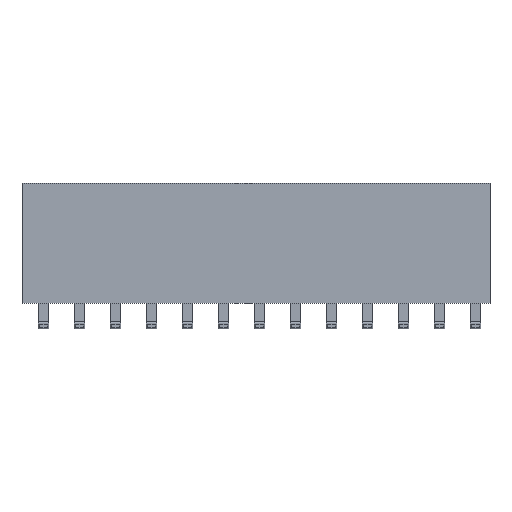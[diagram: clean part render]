
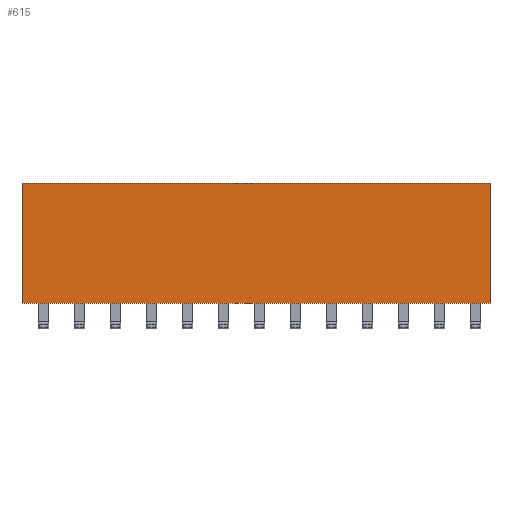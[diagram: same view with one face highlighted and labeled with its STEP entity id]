
A CAD part, front view. The second image highlights one B-rep face of the part: STEP entity #615.
In plain terms, the highlighted planar face has unit normal (0, -1, 0).
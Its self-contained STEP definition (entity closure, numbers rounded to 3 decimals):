
#615 = ADVANCED_FACE( '', ( #1216 ), #1217, .T. );
#1216 = FACE_OUTER_BOUND( '', #1848, .T. );
#1217 = PLANE( '', #1849 );
#1848 = EDGE_LOOP( '', ( #3219, #3220, #3221, #3222 ) );
#1849 = AXIS2_PLACEMENT_3D( '', #3223, #3224, #3225 );
#3219 = ORIENTED_EDGE( '', *, *, #4449, .T. );
#3220 = ORIENTED_EDGE( '', *, *, #4503, .T. );
#3221 = ORIENTED_EDGE( '', *, *, #4504, .T. );
#3222 = ORIENTED_EDGE( '', *, *, #3992, .T. );
#3223 = CARTESIAN_POINT( '', ( 0., -1.25, 0. ) );
#3224 = DIRECTION( '', ( 0., -1., 0. ) );
#3225 = DIRECTION( '', ( 0., 0., -1. ) );
#3992 = EDGE_CURVE( '', #4761, #4759, #4762, .T. );
#4449 = EDGE_CURVE( '', #4759, #5469, #5471, .T. );
#4503 = EDGE_CURVE( '', #5469, #5539, #5540, .T. );
#4504 = EDGE_CURVE( '', #5539, #4761, #5541, .T. );
#4759 = VERTEX_POINT( '', #5857 );
#4761 = VERTEX_POINT( '', #5860 );
#4762 = LINE( '', #5861, #5862 );
#5469 = VERTEX_POINT( '', #6940 );
#5471 = LINE( '', #6943, #6944 );
#5539 = VERTEX_POINT( '', #7046 );
#5540 = LINE( '', #7047, #7048 );
#5541 = LINE( '', #7049, #7050 );
#5857 = CARTESIAN_POINT( '', ( 16.51, -1.25, 4.25 ) );
#5860 = CARTESIAN_POINT( '', ( 16.51, -1.25, -4.25 ) );
#5861 = CARTESIAN_POINT( '', ( 16.51, -1.25, -4.25 ) );
#5862 = VECTOR( '', #7331, 1000. );
#6940 = CARTESIAN_POINT( '', ( -16.51, -1.25, 4.25 ) );
#6943 = CARTESIAN_POINT( '', ( 16.51, -1.25, 4.25 ) );
#6944 = VECTOR( '', #7702, 1000. );
#7046 = CARTESIAN_POINT( '', ( -16.51, -1.25, -4.25 ) );
#7047 = CARTESIAN_POINT( '', ( -16.51, -1.25, 4.25 ) );
#7048 = VECTOR( '', #7743, 1000. );
#7049 = CARTESIAN_POINT( '', ( -16.51, -1.25, -4.25 ) );
#7050 = VECTOR( '', #7744, 1000. );
#7331 = DIRECTION( '', ( 0., 0., 1. ) );
#7702 = DIRECTION( '', ( -1., 0., 0. ) );
#7743 = DIRECTION( '', ( 0., 0., -1. ) );
#7744 = DIRECTION( '', ( 1., 0., 0. ) );
